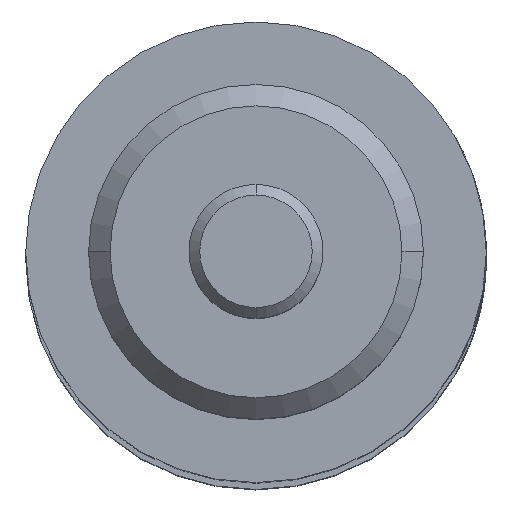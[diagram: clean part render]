
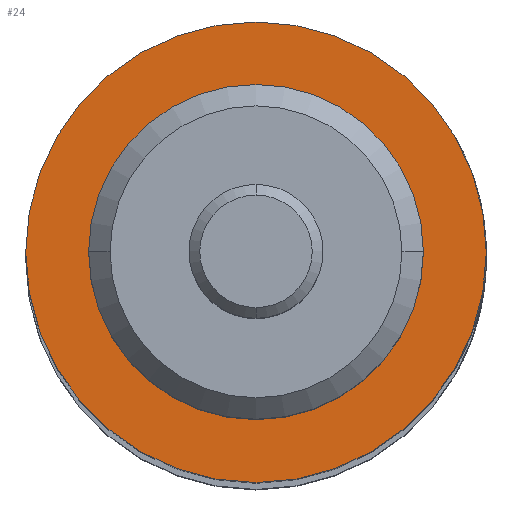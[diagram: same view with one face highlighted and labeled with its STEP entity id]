
A CAD part, top view. The second image highlights one B-rep face of the part: STEP entity #24.
In plain terms, the highlighted face is planar.
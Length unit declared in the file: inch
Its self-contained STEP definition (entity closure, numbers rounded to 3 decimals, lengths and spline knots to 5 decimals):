
#7 = DIRECTION ( 'NONE',  ( -1., 0., 0. ) ) ;
#24 = ADVANCED_FACE ( 'NONE', ( #2011, #213 ), #2911, .F. ) ;
#104 = EDGE_CURVE ( 'NONE', #2537, #2729, #1934, .T. ) ;
#115 = DIRECTION ( 'NONE',  ( -1., 0., 0. ) ) ;
#213 = FACE_OUTER_BOUND ( 'NONE', #1781, .T. ) ;
#219 = AXIS2_PLACEMENT_3D ( 'NONE', #847, #2499, #1085 ) ;
#443 = ORIENTED_EDGE ( 'NONE', *, *, #1844, .T. ) ;
#475 = CARTESIAN_POINT ( 'NONE',  ( 0.5, 0., 0.3125 ) ) ;
#483 = AXIS2_PLACEMENT_3D ( 'NONE', #1529, #115, #1752 ) ;
#708 = VERTEX_POINT ( 'NONE', #2058 ) ;
#794 = CARTESIAN_POINT ( 'NONE',  ( 0.5, 0., 0. ) ) ;
#847 = CARTESIAN_POINT ( 'NONE',  ( 0.5, 0., 0. ) ) ;
#1015 = CIRCLE ( 'NONE', #1344, 0.43 ) ;
#1036 = DIRECTION ( 'NONE',  ( 0., 0., 1. ) ) ;
#1040 = CARTESIAN_POINT ( 'NONE',  ( 0.5, 0., -0.43 ) ) ;
#1085 = DIRECTION ( 'NONE',  ( 0., 0., 1. ) ) ;
#1235 = DIRECTION ( 'NONE',  ( 1., 0., 0. ) ) ;
#1316 = EDGE_LOOP ( 'NONE', ( #1775, #1753 ) ) ;
#1344 = AXIS2_PLACEMENT_3D ( 'NONE', #794, #2448, #1036 ) ;
#1418 = CARTESIAN_POINT ( 'NONE',  ( 0.5, 0., 0. ) ) ;
#1529 = CARTESIAN_POINT ( 'NONE',  ( 0.5, 0., 0. ) ) ;
#1649 = DIRECTION ( 'NONE',  ( 0., 0., 1. ) ) ;
#1667 = EDGE_CURVE ( 'NONE', #2905, #708, #1015, .T. ) ;
#1752 = DIRECTION ( 'NONE',  ( 0., 0., 1. ) ) ;
#1753 = ORIENTED_EDGE ( 'NONE', *, *, #104, .F. ) ;
#1775 = ORIENTED_EDGE ( 'NONE', *, *, #1982, .F. ) ;
#1781 = EDGE_LOOP ( 'NONE', ( #443, #2852 ) ) ;
#1844 = EDGE_CURVE ( 'NONE', #708, #2905, #2523, .T. ) ;
#1934 = CIRCLE ( 'NONE', #219, 0.3125 ) ;
#1982 = EDGE_CURVE ( 'NONE', #2729, #2537, #2975, .T. ) ;
#2011 = FACE_BOUND ( 'NONE', #1316, .T. ) ;
#2045 = CARTESIAN_POINT ( 'NONE',  ( 0.5, 0., -0.3125 ) ) ;
#2058 = CARTESIAN_POINT ( 'NONE',  ( 0.5, 0., 0.43 ) ) ;
#2448 = DIRECTION ( 'NONE',  ( -1., 0., 0. ) ) ;
#2499 = DIRECTION ( 'NONE',  ( -1., 0., 0. ) ) ;
#2523 = CIRCLE ( 'NONE', #483, 0.43 ) ;
#2537 = VERTEX_POINT ( 'NONE', #2045 ) ;
#2640 = AXIS2_PLACEMENT_3D ( 'NONE', #2652, #1235, #2896 ) ;
#2652 = CARTESIAN_POINT ( 'NONE',  ( 0.5, 0.43, 0. ) ) ;
#2729 = VERTEX_POINT ( 'NONE', #475 ) ;
#2852 = ORIENTED_EDGE ( 'NONE', *, *, #1667, .T. ) ;
#2862 = AXIS2_PLACEMENT_3D ( 'NONE', #1418, #7, #1649 ) ;
#2896 = DIRECTION ( 'NONE',  ( 0., 0., -1. ) ) ;
#2905 = VERTEX_POINT ( 'NONE', #1040 ) ;
#2911 = PLANE ( 'NONE',  #2640 ) ;
#2975 = CIRCLE ( 'NONE', #2862, 0.3125 ) ;
